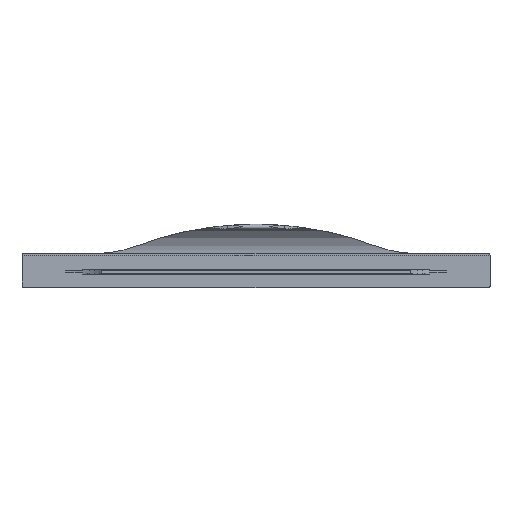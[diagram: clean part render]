
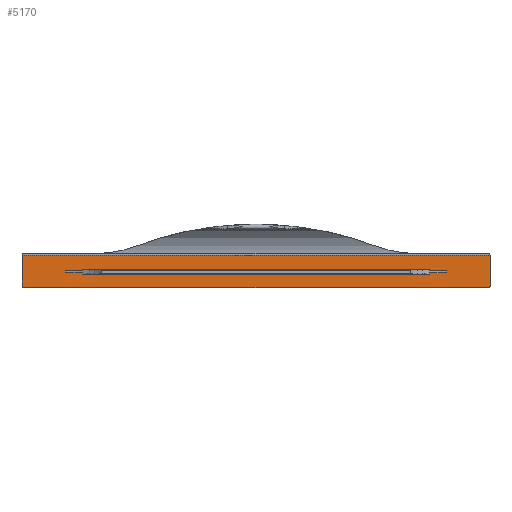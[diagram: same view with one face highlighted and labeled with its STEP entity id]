
A CAD part, front view. The second image highlights one B-rep face of the part: STEP entity #5170.
In plain terms, the highlighted planar face has unit normal (0, -1, 0).
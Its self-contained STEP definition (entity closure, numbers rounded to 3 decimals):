
#200=CARTESIAN_POINT('',(-147.5,-3.,20.5));
#210=VERTEX_POINT('',#200);
#240=CARTESIAN_POINT('',(-147.5,-3.,0.));
#250=DIRECTION('',(0.,0.,-1.));
#260=VECTOR('',#250,1.);
#270=LINE('',#240,#260);
#280=CARTESIAN_POINT('',(-147.5,-3.,1.));
#290=VERTEX_POINT('',#280);
#300=EDGE_CURVE('',#210,#290,#270,.T.);
#2370=CARTESIAN_POINT('',(147.5,-3.,1.));
#2380=VERTEX_POINT('',#2370);
#2410=CARTESIAN_POINT('',(147.5,-3.,0.));
#2420=DIRECTION('',(0.,0.,-1.));
#2430=VECTOR('',#2420,1.);
#2440=LINE('',#2410,#2430);
#2450=CARTESIAN_POINT('',(147.5,-3.,20.5));
#2460=VERTEX_POINT('',#2450);
#2470=EDGE_CURVE('',#2460,#2380,#2440,.T.);
#3740=CARTESIAN_POINT('',(177.,-3.,20.5));
#3750=DIRECTION('',(-1.,0.,0.));
#3760=VECTOR('',#3750,1.);
#3770=LINE('',#3740,#3760);
#3780=EDGE_CURVE('',#2460,#210,#3770,.T.);
#4320=CARTESIAN_POINT('',(0.,-3.,0.));
#4330=DIRECTION('',(-1.,-0.,0.));
#4340=VECTOR('',#4330,1.);
#4350=LINE('',#4320,#4340);
#4360=CARTESIAN_POINT('',(146.5,-3.,0.));
#4370=VERTEX_POINT('',#4360);
#4380=CARTESIAN_POINT('',(-146.5,-3.,0.));
#4390=VERTEX_POINT('',#4380);
#4400=EDGE_CURVE('',#4370,#4390,#4350,.T.);
#4580=CARTESIAN_POINT('',(177.,-3.,-3.9));
#4590=DIRECTION('',(0.,1.,0.));
#4600=DIRECTION('',(0.,0.,1.));
#4610=AXIS2_PLACEMENT_3D('',#4580,#4590,#4600);
#4620=PLANE('',#4610);
#4630=CARTESIAN_POINT('',(-146.5,-3.,1.));
#4640=DIRECTION('',(-0.,-1.,0.));
#4650=DIRECTION('',(-1.,0.,0.));
#4660=AXIS2_PLACEMENT_3D('',#4630,#4640,#4650);
#4670=CIRCLE('',#4660,1.);
#4680=EDGE_CURVE('',#290,#4390,#4670,.T.);
#4690=ORIENTED_EDGE('',*,*,#4680,.T.);
#4700=ORIENTED_EDGE('',*,*,#300,.T.);
#4710=ORIENTED_EDGE('',*,*,#3780,.T.);
#4720=ORIENTED_EDGE('',*,*,#2470,.F.);
#4730=CARTESIAN_POINT('',(146.5,-3.,1.));
#4740=DIRECTION('',(-0.,1.,-0.));
#4750=DIRECTION('',(1.,0.,0.));
#4760=AXIS2_PLACEMENT_3D('',#4730,#4740,#4750);
#4770=CIRCLE('',#4760,1.);
#4780=EDGE_CURVE('',#2380,#4370,#4770,.T.);
#4790=ORIENTED_EDGE('',*,*,#4780,.F.);
#4800=ORIENTED_EDGE('',*,*,#4400,.F.);
#4810=EDGE_LOOP('',(#4800,#4790,#4720,#4710,#4700,#4690));
#4820=FACE_OUTER_BOUND('',#4810,.T.);
#4830=CARTESIAN_POINT('',(119.861,-3.,8.5));
#4840=DIRECTION('',(-0.,0.,1.));
#4850=VECTOR('',#4840,1.);
#4860=LINE('',#4830,#4850);
#4870=CARTESIAN_POINT('',(119.861,-3.,9.4));
#4880=VERTEX_POINT('',#4870);
#4890=CARTESIAN_POINT('',(119.861,-3.,10.6));
#4900=VERTEX_POINT('',#4890);
#4910=EDGE_CURVE('',#4880,#4900,#4860,.T.);
#4920=ORIENTED_EDGE('',*,*,#4910,.F.);
#4930=CARTESIAN_POINT('',(0.,-3.,10.6));
#4940=DIRECTION('',(-1.,0.,-0.));
#4950=VECTOR('',#4940,1.);
#4960=LINE('',#4930,#4950);
#4970=CARTESIAN_POINT('',(-119.861,-3.,10.6));
#4980=VERTEX_POINT('',#4970);
#4990=EDGE_CURVE('',#4900,#4980,#4960,.T.);
#5000=ORIENTED_EDGE('',*,*,#4990,.F.);
#5010=CARTESIAN_POINT('',(-119.861,-3.,8.5));
#5020=DIRECTION('',(0.,0.,1.));
#5030=VECTOR('',#5020,1.);
#5040=LINE('',#5010,#5030);
#5050=CARTESIAN_POINT('',(-119.861,-3.,9.4));
#5060=VERTEX_POINT('',#5050);
#5070=EDGE_CURVE('',#5060,#4980,#5040,.T.);
#5080=ORIENTED_EDGE('',*,*,#5070,.T.);
#5090=CARTESIAN_POINT('',(0.,-3.,9.4));
#5100=DIRECTION('',(1.,-0.,0.));
#5110=VECTOR('',#5100,1.);
#5120=LINE('',#5090,#5110);
#5130=EDGE_CURVE('',#5060,#4880,#5120,.T.);
#5140=ORIENTED_EDGE('',*,*,#5130,.F.);
#5150=EDGE_LOOP('',(#5140,#5080,#5000,#4920));
#5160=FACE_BOUND('',#5150,.T.);
#5170=ADVANCED_FACE('',(#4820,#5160),#4620,.F.);
